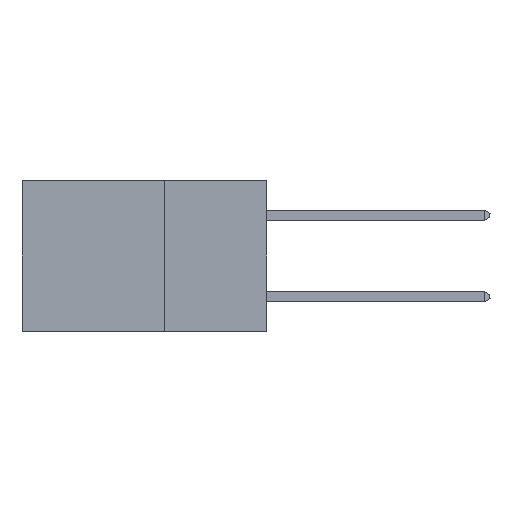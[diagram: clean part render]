
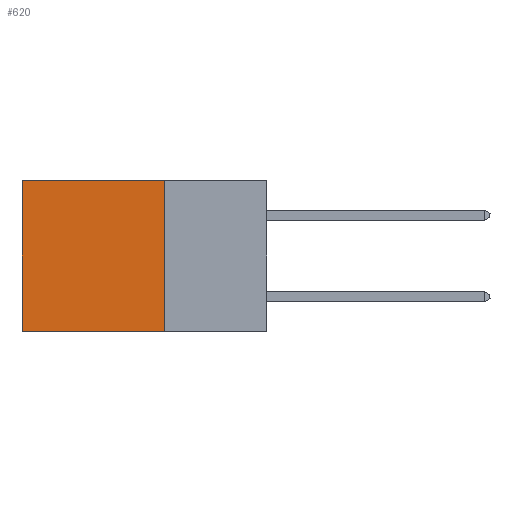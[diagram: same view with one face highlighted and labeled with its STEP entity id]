
A CAD part, left-side view. The second image highlights one B-rep face of the part: STEP entity #620.
In plain terms, the highlighted planar face has unit normal (-1, 0, 0).
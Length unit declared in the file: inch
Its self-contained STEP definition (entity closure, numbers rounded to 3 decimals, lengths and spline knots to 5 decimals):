
#479 = VECTOR ( 'NONE', #12141, 39.37008 ) ;
#620 = ADVANCED_FACE ( 'NONE', ( #1303 ), #898, .F. ) ;
#898 = PLANE ( 'NONE',  #13750 ) ;
#1291 = LINE ( 'NONE', #23352, #19184 ) ;
#1303 = FACE_OUTER_BOUND ( 'NONE', #14327, .T. ) ;
#2772 = DIRECTION ( 'NONE',  ( 0., 0., -1. ) ) ;
#3635 = DIRECTION ( 'NONE',  ( 0., 0., -1. ) ) ;
#4656 = CARTESIAN_POINT ( 'NONE',  ( 0.2875, 0.6, -0.37 ) ) ;
#4968 = VERTEX_POINT ( 'NONE', #4656 ) ;
#5195 = CARTESIAN_POINT ( 'NONE',  ( 0.2875, 0.25, 0. ) ) ;
#5798 = LINE ( 'NONE', #12914, #20383 ) ;
#7975 = ORIENTED_EDGE ( 'NONE', *, *, #17975, .F. ) ;
#8291 = VERTEX_POINT ( 'NONE', #11880 ) ;
#8715 = EDGE_CURVE ( 'NONE', #8291, #4968, #19539, .T. ) ;
#8868 = VERTEX_POINT ( 'NONE', #23317 ) ;
#9068 = ORIENTED_EDGE ( 'NONE', *, *, #16756, .F. ) ;
#11880 = CARTESIAN_POINT ( 'NONE',  ( 0.2875, 0.6, 0. ) ) ;
#12141 = DIRECTION ( 'NONE',  ( 0., 0., -1. ) ) ;
#12914 = CARTESIAN_POINT ( 'NONE',  ( 0.2875, 0.25, 0. ) ) ;
#13173 = CARTESIAN_POINT ( 'NONE',  ( 0.2875, 0.25, -0.37 ) ) ;
#13750 = AXIS2_PLACEMENT_3D ( 'NONE', #21134, #13937, #2772 ) ;
#13937 = DIRECTION ( 'NONE',  ( 1., 0., 0. ) ) ;
#14327 = EDGE_LOOP ( 'NONE', ( #20152, #7975, #9068, #22741 ) ) ;
#14380 = DIRECTION ( 'NONE',  ( 0., 1., 0. ) ) ;
#14960 = DIRECTION ( 'NONE',  ( 0., 1., 0. ) ) ;
#15361 = VERTEX_POINT ( 'NONE', #5195 ) ;
#15839 = LINE ( 'NONE', #13173, #21777 ) ;
#16756 = EDGE_CURVE ( 'NONE', #15361, #8868, #5798, .T. ) ;
#17593 = CARTESIAN_POINT ( 'NONE',  ( 0.2875, 0.6, 0. ) ) ;
#17975 = EDGE_CURVE ( 'NONE', #8868, #4968, #15839, .T. ) ;
#19089 = EDGE_CURVE ( 'NONE', #15361, #8291, #1291, .T. ) ;
#19184 = VECTOR ( 'NONE', #14380, 39.37008 ) ;
#19539 = LINE ( 'NONE', #17593, #479 ) ;
#20152 = ORIENTED_EDGE ( 'NONE', *, *, #8715, .T. ) ;
#20383 = VECTOR ( 'NONE', #3635, 39.37008 ) ;
#21134 = CARTESIAN_POINT ( 'NONE',  ( 0.2875, 0.25, 0. ) ) ;
#21777 = VECTOR ( 'NONE', #14960, 39.37008 ) ;
#22741 = ORIENTED_EDGE ( 'NONE', *, *, #19089, .T. ) ;
#23317 = CARTESIAN_POINT ( 'NONE',  ( 0.2875, 0.25, -0.37 ) ) ;
#23352 = CARTESIAN_POINT ( 'NONE',  ( 0.2875, 0.25, 0. ) ) ;
